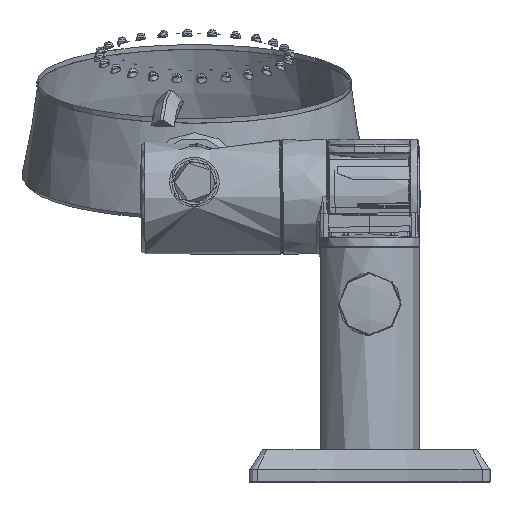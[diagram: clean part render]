
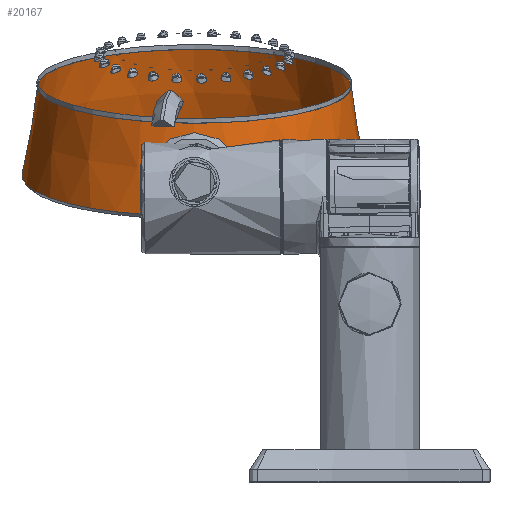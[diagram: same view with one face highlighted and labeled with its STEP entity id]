
A CAD part, front view. The second image highlights one B-rep face of the part: STEP entity #20167.
In plain terms, the highlighted conical face has half-angle 9.782 degrees and reference radius 50 mm.
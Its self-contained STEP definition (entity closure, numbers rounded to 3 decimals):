
#739=B_SPLINE_CURVE_WITH_KNOTS('',3,(#33683,#33684,#33685,#33686,#33687,
#33688,#33689,#33690,#33691,#33692,#33693,#33694,#33695,#33696,#33697,#33698,
#33699,#33700,#33701,#33702),.UNSPECIFIED.,.F.,.F.,(4,1,1,1,1,1,1,1,1,1,
1,1,1,1,1,1,1,4),(-6.312,-5.861,-5.41,
-4.959,-4.508,-4.396,-4.283,
-4.058,-3.607,-3.306,-2.705,
-2.555,-2.404,-1.803,-1.353,
-0.902,-0.451,0.),.UNSPECIFIED.);
#969=CONICAL_SURFACE('',#22073,50.,0.171);
#3901=FACE_BOUND('',#6457,.T.);
#4650=FACE_OUTER_BOUND('',#6456,.T.);
#6456=EDGE_LOOP('',(#14056));
#6457=EDGE_LOOP('',(#14057,#14058));
#7895=CIRCLE('',#22072,52.298);
#7896=CIRCLE('',#22074,47.5);
#8892=VERTEX_POINT('',#33680);
#8893=VERTEX_POINT('',#33682);
#8894=VERTEX_POINT('',#33809);
#10833=EDGE_CURVE('',#8892,#8893,#739,.T.);
#10836=EDGE_CURVE('',#8893,#8892,#7895,.T.);
#10837=EDGE_CURVE('',#8894,#8894,#7896,.T.);
#14056=ORIENTED_EDGE('',*,*,#10837,.F.);
#14057=ORIENTED_EDGE('',*,*,#10833,.F.);
#14058=ORIENTED_EDGE('',*,*,#10836,.F.);
#20167=ADVANCED_FACE('',(#4650,#3901),#969,.T.);
#22072=AXIS2_PLACEMENT_3D('',#33807,#25501,#25502);
#22073=AXIS2_PLACEMENT_3D('',#33808,#25503,#25504);
#22074=AXIS2_PLACEMENT_3D('',#33810,#25505,#25506);
#25501=DIRECTION('center_axis',(0.,0.234,
-0.972));
#25502=DIRECTION('ref_axis',(0.,0.972,0.234));
#25503=DIRECTION('center_axis',(0.,0.234,
-0.972));
#25504=DIRECTION('ref_axis',(0.,-0.972,-0.234));
#25505=DIRECTION('center_axis',(0.,-0.234,
0.972));
#25506=DIRECTION('ref_axis',(0.,-0.972,-0.234));
#33680=CARTESIAN_POINT('',(-46.511,599.729,80.776));
#33682=CARTESIAN_POINT('',(-59.677,599.729,80.776));
#33683=CARTESIAN_POINT('Ctrl Pts',(-46.511,599.729,80.776));
#33684=CARTESIAN_POINT('Ctrl Pts',(-45.279,599.83,81.595));
#33685=CARTESIAN_POINT('Ctrl Pts',(-43.104,600.059,83.71));
#33686=CARTESIAN_POINT('Ctrl Pts',(-41.174,600.238,87.861));
#33687=CARTESIAN_POINT('Ctrl Pts',(-40.839,600.043,92.468));
#33688=CARTESIAN_POINT('Ctrl Pts',(-41.805,599.605,95.749));
#33689=CARTESIAN_POINT('Ctrl Pts',(-42.897,599.249,97.707));
#33690=CARTESIAN_POINT('Ctrl Pts',(-43.736,599.003,98.935));
#33691=CARTESIAN_POINT('Ctrl Pts',(-45.468,598.564,100.857));
#33692=CARTESIAN_POINT('Ctrl Pts',(-48.219,598.079,102.601));
#33693=CARTESIAN_POINT('Ctrl Pts',(-52.558,597.736,103.722));
#33694=CARTESIAN_POINT('Ctrl Pts',(-56.091,597.877,103.28));
#33695=CARTESIAN_POINT('Ctrl Pts',(-58.779,598.239,102.016));
#33696=CARTESIAN_POINT('Ctrl Pts',(-61.283,598.664,100.443));
#33697=CARTESIAN_POINT('Ctrl Pts',(-63.907,599.389,97.356));
#33698=CARTESIAN_POINT('Ctrl Pts',(-65.346,600.041,92.491));
#33699=CARTESIAN_POINT('Ctrl Pts',(-65.02,600.238,87.881));
#33700=CARTESIAN_POINT('Ctrl Pts',(-63.093,600.06,83.717));
#33701=CARTESIAN_POINT('Ctrl Pts',(-60.909,599.83,81.595));
#33702=CARTESIAN_POINT('Ctrl Pts',(-59.677,599.729,80.776));
#33807=CARTESIAN_POINT('Origin',(-53.094,650.166,92.938));
#33808=CARTESIAN_POINT('Origin',(-53.094,647.041,105.897));
#33809=CARTESIAN_POINT('',(-53.094,597.465,108.858));
#33810=CARTESIAN_POINT('Origin',(-53.094,643.642,119.993));
